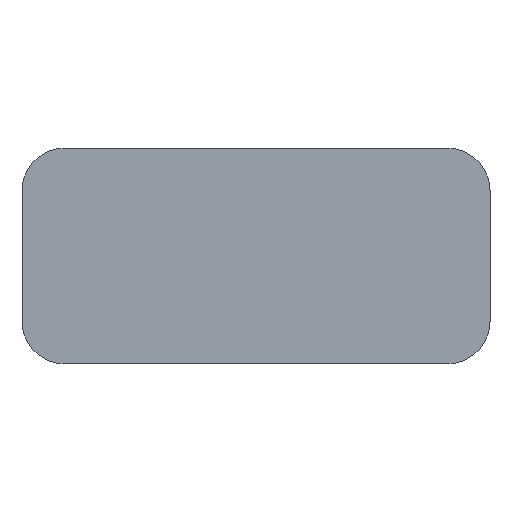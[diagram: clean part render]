
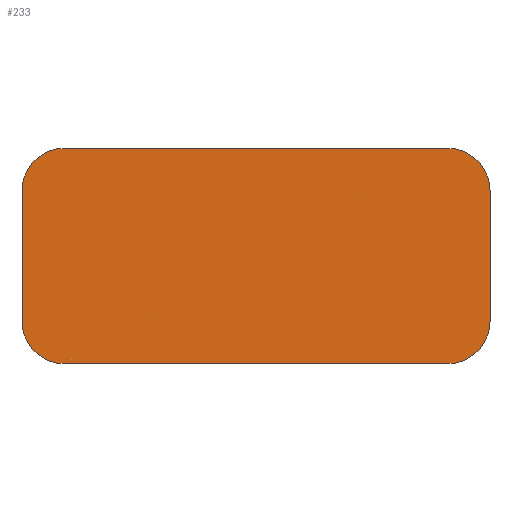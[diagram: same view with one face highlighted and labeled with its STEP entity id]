
A CAD part, front view. The second image highlights one B-rep face of the part: STEP entity #233.
In plain terms, the highlighted planar face has unit normal (0, -1, 0).
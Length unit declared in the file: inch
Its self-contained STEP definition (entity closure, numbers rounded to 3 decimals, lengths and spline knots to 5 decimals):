
#13 = DIRECTION ( 'NONE',  ( 0., 1., 0. ) ) ;
#42 = LINE ( 'NONE', #371, #788 ) ;
#59 = EDGE_CURVE ( 'NONE', #543, #450, #459, .T. ) ;
#67 = CARTESIAN_POINT ( 'NONE',  ( -0.5, 0., 0.14 ) ) ;
#77 = ORIENTED_EDGE ( 'NONE', *, *, #431, .F. ) ;
#81 = CARTESIAN_POINT ( 'NONE',  ( -0.5, 0., -0.14 ) ) ;
#82 = VERTEX_POINT ( 'NONE', #360 ) ;
#88 = VECTOR ( 'NONE', #282, 39.37008 ) ;
#89 = DIRECTION ( 'NONE',  ( -1., 0., 0. ) ) ;
#106 = ORIENTED_EDGE ( 'NONE', *, *, #827, .F. ) ;
#108 = DIRECTION ( 'NONE',  ( 0., 0., -1. ) ) ;
#117 = LINE ( 'NONE', #749, #403 ) ;
#123 = VECTOR ( 'NONE', #723, 39.37008 ) ;
#140 = CIRCLE ( 'NONE', #805, 0.09 ) ;
#145 = CIRCLE ( 'NONE', #862, 0.09 ) ;
#185 = VERTEX_POINT ( 'NONE', #81 ) ;
#190 = VERTEX_POINT ( 'NONE', #744 ) ;
#193 = EDGE_CURVE ( 'NONE', #330, #709, #909, .T. ) ;
#205 = ORIENTED_EDGE ( 'NONE', *, *, #747, .F. ) ;
#210 = AXIS2_PLACEMENT_3D ( 'NONE', #309, #446, #522 ) ;
#233 = ADVANCED_FACE ( 'NONE', ( #280 ), #325, .F. ) ;
#280 = FACE_OUTER_BOUND ( 'NONE', #840, .T. ) ;
#282 = DIRECTION ( 'NONE',  ( 1., 0., 0. ) ) ;
#285 = DIRECTION ( 'NONE',  ( 0., 0., -1. ) ) ;
#297 = DIRECTION ( 'NONE',  ( 0., 0., 1. ) ) ;
#303 = ORIENTED_EDGE ( 'NONE', *, *, #59, .F. ) ;
#309 = CARTESIAN_POINT ( 'NONE',  ( 0.41, 0., -0.14 ) ) ;
#318 = LINE ( 'NONE', #568, #123 ) ;
#325 = PLANE ( 'NONE',  #336 ) ;
#330 = VERTEX_POINT ( 'NONE', #905 ) ;
#336 = AXIS2_PLACEMENT_3D ( 'NONE', #674, #824, #455 ) ;
#345 = CIRCLE ( 'NONE', #738, 0.09 ) ;
#360 = CARTESIAN_POINT ( 'NONE',  ( 0.5, 0., 0.14 ) ) ;
#371 = CARTESIAN_POINT ( 'NONE',  ( 0.5, 0., 0.14 ) ) ;
#394 = ORIENTED_EDGE ( 'NONE', *, *, #630, .F. ) ;
#403 = VECTOR ( 'NONE', #89, 39.37008 ) ;
#421 = ORIENTED_EDGE ( 'NONE', *, *, #193, .F. ) ;
#431 = EDGE_CURVE ( 'NONE', #557, #543, #140, .T. ) ;
#446 = DIRECTION ( 'NONE',  ( 0., 1., 0. ) ) ;
#450 = VERTEX_POINT ( 'NONE', #545 ) ;
#455 = DIRECTION ( 'NONE',  ( 0., 0., 1. ) ) ;
#459 = LINE ( 'NONE', #864, #88 ) ;
#522 = DIRECTION ( 'NONE',  ( 0., 0., -1. ) ) ;
#543 = VERTEX_POINT ( 'NONE', #933 ) ;
#545 = CARTESIAN_POINT ( 'NONE',  ( 0.41, 0., 0.23 ) ) ;
#557 = VERTEX_POINT ( 'NONE', #67 ) ;
#568 = CARTESIAN_POINT ( 'NONE',  ( -0.5, 0., -0.14 ) ) ;
#596 = CARTESIAN_POINT ( 'NONE',  ( -0.41, 0., -0.14 ) ) ;
#613 = ORIENTED_EDGE ( 'NONE', *, *, #641, .F. ) ;
#630 = EDGE_CURVE ( 'NONE', #450, #82, #145, .T. ) ;
#641 = EDGE_CURVE ( 'NONE', #185, #557, #318, .T. ) ;
#653 = DIRECTION ( 'NONE',  ( 0., 1., 0. ) ) ;
#666 = DIRECTION ( 'NONE',  ( 0., 0., -1. ) ) ;
#674 = CARTESIAN_POINT ( 'NONE',  ( 0.41, 0., 0.14 ) ) ;
#677 = EDGE_CURVE ( 'NONE', #82, #330, #42, .T. ) ;
#709 = VERTEX_POINT ( 'NONE', #879 ) ;
#723 = DIRECTION ( 'NONE',  ( 0., 0., 1. ) ) ;
#738 = AXIS2_PLACEMENT_3D ( 'NONE', #596, #13, #666 ) ;
#744 = CARTESIAN_POINT ( 'NONE',  ( -0.41, 0., -0.23 ) ) ;
#747 = EDGE_CURVE ( 'NONE', #190, #185, #345, .T. ) ;
#749 = CARTESIAN_POINT ( 'NONE',  ( 0.41, 0., -0.23 ) ) ;
#788 = VECTOR ( 'NONE', #285, 39.37008 ) ;
#805 = AXIS2_PLACEMENT_3D ( 'NONE', #846, #908, #108 ) ;
#817 = ORIENTED_EDGE ( 'NONE', *, *, #677, .F. ) ;
#824 = DIRECTION ( 'NONE',  ( 0., 1., 0. ) ) ;
#827 = EDGE_CURVE ( 'NONE', #709, #190, #117, .T. ) ;
#840 = EDGE_LOOP ( 'NONE', ( #394, #303, #77, #613, #205, #106, #421, #817 ) ) ;
#846 = CARTESIAN_POINT ( 'NONE',  ( -0.41, 0., 0.14 ) ) ;
#862 = AXIS2_PLACEMENT_3D ( 'NONE', #877, #653, #297 ) ;
#864 = CARTESIAN_POINT ( 'NONE',  ( -0.41, 0., 0.23 ) ) ;
#877 = CARTESIAN_POINT ( 'NONE',  ( 0.41, 0., 0.14 ) ) ;
#879 = CARTESIAN_POINT ( 'NONE',  ( 0.41, 0., -0.23 ) ) ;
#905 = CARTESIAN_POINT ( 'NONE',  ( 0.5, 0., -0.14 ) ) ;
#908 = DIRECTION ( 'NONE',  ( 0., 1., 0. ) ) ;
#909 = CIRCLE ( 'NONE', #210, 0.09 ) ;
#933 = CARTESIAN_POINT ( 'NONE',  ( -0.41, 0., 0.23 ) ) ;
